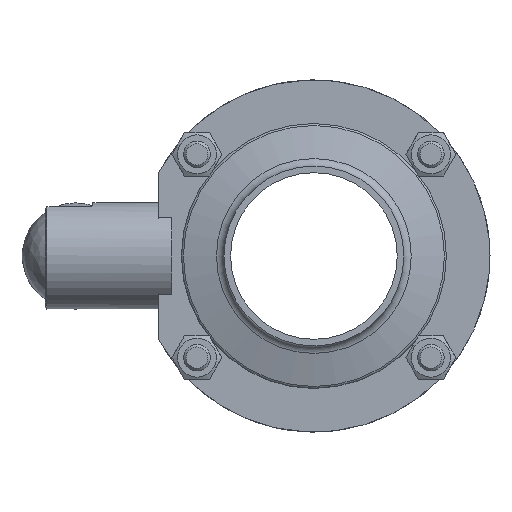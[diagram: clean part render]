
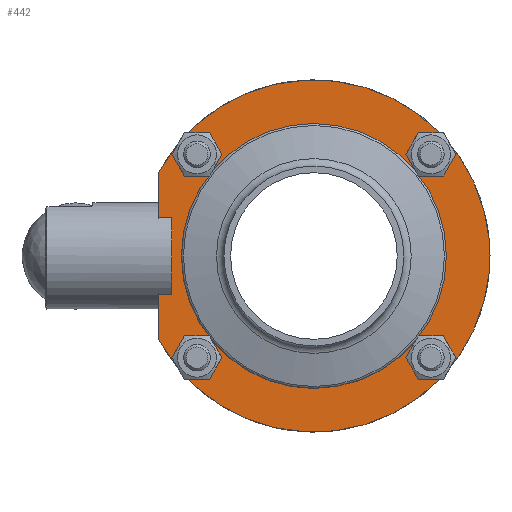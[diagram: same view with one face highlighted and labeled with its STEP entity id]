
A CAD part, left-side view. The second image highlights one B-rep face of the part: STEP entity #442.
In plain terms, the highlighted planar face has unit normal (-1, 0, 0).
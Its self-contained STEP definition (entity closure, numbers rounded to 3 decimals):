
#442 = ADVANCED_FACE( '', ( #863, #864, #865, #866, #867, #868 ), #869, .T. );
#863 = FACE_BOUND( '', #1320, .T. );
#864 = FACE_OUTER_BOUND( '', #1321, .T. );
#865 = FACE_BOUND( '', #1322, .T. );
#866 = FACE_BOUND( '', #1323, .T. );
#867 = FACE_BOUND( '', #1324, .T. );
#868 = FACE_BOUND( '', #1325, .T. );
#869 = PLANE( '', #1326 );
#1320 = EDGE_LOOP( '', ( #2458 ) );
#1321 = EDGE_LOOP( '', ( #2459, #2460 ) );
#1322 = EDGE_LOOP( '', ( #2461 ) );
#1323 = EDGE_LOOP( '', ( #2462 ) );
#1324 = EDGE_LOOP( '', ( #2463 ) );
#1325 = EDGE_LOOP( '', ( #2464 ) );
#1326 = AXIS2_PLACEMENT_3D( '', #2465, #2466, #2467 );
#2458 = ORIENTED_EDGE( '', *, *, #2862, .F. );
#2459 = ORIENTED_EDGE( '', *, *, #2863, .T. );
#2460 = ORIENTED_EDGE( '', *, *, #2860, .F. );
#2461 = ORIENTED_EDGE( '', *, *, #2864, .T. );
#2462 = ORIENTED_EDGE( '', *, *, #2865, .T. );
#2463 = ORIENTED_EDGE( '', *, *, #2866, .T. );
#2464 = ORIENTED_EDGE( '', *, *, #2867, .T. );
#2465 = CARTESIAN_POINT( '', ( -11., 52.85, 0. ) );
#2466 = DIRECTION( '', ( -1., 0., 0. ) );
#2467 = DIRECTION( '', ( 0., 0., 1. ) );
#2860 = EDGE_CURVE( '', #3406, #3408, #3409, .T. );
#2862 = EDGE_CURVE( '', #3411, #3411, #3412, .T. );
#2863 = EDGE_CURVE( '', #3406, #3408, #3413, .T. );
#2864 = EDGE_CURVE( '', #3414, #3414, #3415, .T. );
#2865 = EDGE_CURVE( '', #3416, #3416, #3417, .T. );
#2866 = EDGE_CURVE( '', #3418, #3418, #3419, .T. );
#2867 = EDGE_CURVE( '', #3420, #3420, #3421, .T. );
#3406 = VERTEX_POINT( '', #4736 );
#3408 = VERTEX_POINT( '', #4739 );
#3409 = CIRCLE( '', #4740, 52.85 );
#3411 = VERTEX_POINT( '', #4743 );
#3412 = CIRCLE( '', #4744, 39.75 );
#3413 = LINE( '', #4745, #4746 );
#3414 = VERTEX_POINT( '', #4747 );
#3415 = CIRCLE( '', #4748, 4.5 );
#3416 = VERTEX_POINT( '', #4749 );
#3417 = CIRCLE( '', #4750, 4.5 );
#3418 = VERTEX_POINT( '', #4751 );
#3419 = CIRCLE( '', #4752, 4.5 );
#3420 = VERTEX_POINT( '', #4753 );
#3421 = CIRCLE( '', #4754, 4.5 );
#4736 = CARTESIAN_POINT( '', ( -11., 46.6, 24.931 ) );
#4739 = CARTESIAN_POINT( '', ( -11., 46.6, -24.931 ) );
#4740 = AXIS2_PLACEMENT_3D( '', #5243, #5244, #5245 );
#4743 = CARTESIAN_POINT( '', ( -11., 0., 39.75 ) );
#4744 = AXIS2_PLACEMENT_3D( '', #5247, #5248, #5249 );
#4745 = CARTESIAN_POINT( '', ( -11., 46.6, 0. ) );
#4746 = VECTOR( '', #5250, 1000. );
#4747 = CARTESIAN_POINT( '', ( -11., -35.1, -35. ) );
#4748 = AXIS2_PLACEMENT_3D( '', #5251, #5252, #5253 );
#4749 = CARTESIAN_POINT( '', ( -11., -35.1, 26. ) );
#4750 = AXIS2_PLACEMENT_3D( '', #5254, #5255, #5256 );
#4751 = CARTESIAN_POINT( '', ( -11., 35.1, -35. ) );
#4752 = AXIS2_PLACEMENT_3D( '', #5257, #5258, #5259 );
#4753 = CARTESIAN_POINT( '', ( -11., 35.1, 26. ) );
#4754 = AXIS2_PLACEMENT_3D( '', #5260, #5261, #5262 );
#5243 = CARTESIAN_POINT( '', ( -11., 0., 0. ) );
#5244 = DIRECTION( '', ( 1., 0., 0. ) );
#5245 = DIRECTION( '', ( 0., 0., -1. ) );
#5247 = CARTESIAN_POINT( '', ( -11., 0., 0. ) );
#5248 = DIRECTION( '', ( -1., 0., 0. ) );
#5249 = DIRECTION( '', ( 0., 0., 1. ) );
#5250 = DIRECTION( '', ( 0., 0., -1. ) );
#5251 = CARTESIAN_POINT( '', ( -11., -35.1, -30.5 ) );
#5252 = DIRECTION( '', ( 1., 0., 0. ) );
#5253 = DIRECTION( '', ( 0., 0., -1. ) );
#5254 = CARTESIAN_POINT( '', ( -11., -35.1, 30.5 ) );
#5255 = DIRECTION( '', ( 1., 0., 0. ) );
#5256 = DIRECTION( '', ( 0., 0., -1. ) );
#5257 = CARTESIAN_POINT( '', ( -11., 35.1, -30.5 ) );
#5258 = DIRECTION( '', ( 1., 0., 0. ) );
#5259 = DIRECTION( '', ( 0., 0., -1. ) );
#5260 = CARTESIAN_POINT( '', ( -11., 35.1, 30.5 ) );
#5261 = DIRECTION( '', ( 1., 0., 0. ) );
#5262 = DIRECTION( '', ( 0., 0., -1. ) );
